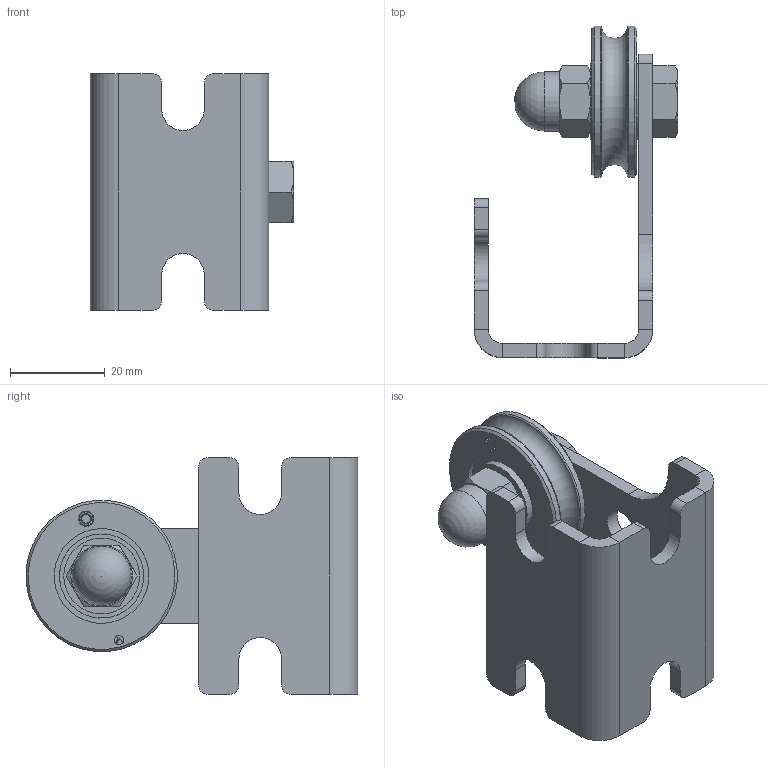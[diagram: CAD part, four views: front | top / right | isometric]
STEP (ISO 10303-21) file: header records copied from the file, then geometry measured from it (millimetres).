
FILE_DESCRIPTION(/* description */ ('puleggia di rinvio per DWT'),/* implementation_level */ '2;1');
FILE_NAME(/* name */ 'DWT-H-001--.stp',/* time_stamp */ '2021-01-28T16:34:09+01:00',/* author */ ('CAD33'),/* organization */ (''),/* preprocessor_version */ 'ST-DEVELOPER v18.1',/* originating_system */ 'Autodesk Inventor 2021',/* authorisation */ '');
FILE_SCHEMA (('AUTOMOTIVE_DESIGN { 1 0 10303 214 3 1 1 }'));
Length unit declared in the file: millimetre
Products named in the file (8): DWT-H-001--; T-STA-0002--; V-RON-8X16; V-VIT-M8x20; 04.32.0.UB.F656 Puleggia; 31.608-ZZ_DIN 625 - 608 - 8,SI,NC,8_68; CR.ZZ.32.UB.A61; V - DAD CALOTTA M8
Assembly tree (8 placements, depth 3):
  DWT-H-001--
    T-STA-0002--
    V-RON-8X16  x2
    V-VIT-M8x20
    04.32.0.UB.F656 Puleggia
      31.608-ZZ_DIN 625 - 608 - 8,SI,NC,8_68
      CR.ZZ.32.UB.A61
    V - DAD CALOTTA M8
Bounding box: 43.01 x 70.05 x 50 mm (x, y, z)
Volume: 21711.4 mm3; surface area: 18000.2 mm2
Topology: 9 solids, 9 shells, 230 faces, 526 edges, 336 vertices
Faces by surface type: plane 119, cylinder 75, cone 23, torus 12, sphere 1
Full cylindrical faces by diameter (mm): 1.89 x1, 2 x1, 3.23 x1, 6.647 x1, 8 x2, 8.4 x2, 8.5 x2, 12.2 x2, 12.202 x2, 12.5 x1, 16 x2, 17.785 x2, 17.8 x2, 20 x2, 22 x2, 32 x2
Entity records: 6682 total; most frequent: DIRECTION 1167, CARTESIAN_POINT 1164, ORIENTED_EDGE 1036, EDGE_CURVE 518, AXIS2_PLACEMENT_3D 443, VERTEX_POINT 332, LINE 281, VECTOR 281
